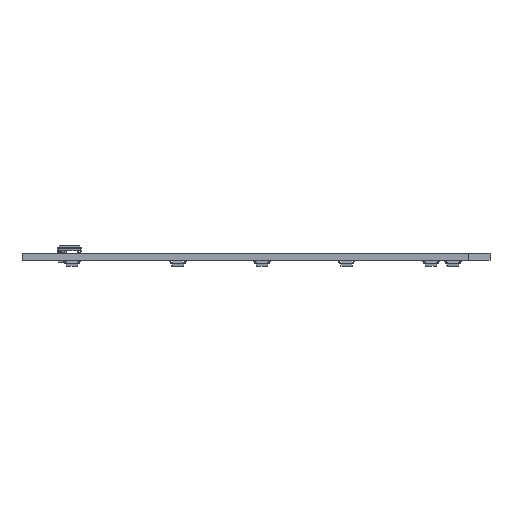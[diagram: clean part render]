
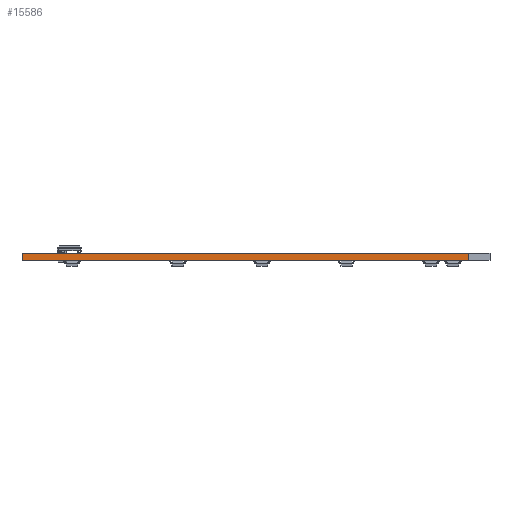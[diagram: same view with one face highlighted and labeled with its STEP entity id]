
A CAD part, left-side view. The second image highlights one B-rep face of the part: STEP entity #15586.
In plain terms, the highlighted planar face has unit normal (-1, 0, 0).
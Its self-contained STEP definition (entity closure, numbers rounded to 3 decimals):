
#5889 = VERTEX_POINT('',#5890);
#5890 = CARTESIAN_POINT('',(28.6,-27.8,0.));
#5896 = EDGE_CURVE('',#5897,#5889,#5899,.T.);
#5897 = VERTEX_POINT('',#5898);
#5898 = CARTESIAN_POINT('',(28.6,-128.6,0.));
#5899 = LINE('',#5900,#5901);
#5900 = CARTESIAN_POINT('',(28.6,-128.6,0.));
#5901 = VECTOR('',#5902,1.);
#5902 = DIRECTION('',(0.,1.,0.));
#10724 = VERTEX_POINT('',#10725);
#10725 = CARTESIAN_POINT('',(28.6,-27.8,1.6));
#10731 = EDGE_CURVE('',#10732,#10724,#10734,.T.);
#10732 = VERTEX_POINT('',#10733);
#10733 = CARTESIAN_POINT('',(28.6,-128.6,1.6));
#10734 = LINE('',#10735,#10736);
#10735 = CARTESIAN_POINT('',(28.6,-128.6,1.6));
#10736 = VECTOR('',#10737,1.);
#10737 = DIRECTION('',(0.,1.,0.));
#15556 = EDGE_CURVE('',#5889,#10724,#15557,.T.);
#15557 = LINE('',#15558,#15559);
#15558 = CARTESIAN_POINT('',(28.6,-27.8,0.));
#15559 = VECTOR('',#15560,1.);
#15560 = DIRECTION('',(0.,0.,1.));
#15586 = ADVANCED_FACE('',(#15587),#15598,.T.);
#15587 = FACE_BOUND('',#15588,.T.);
#15588 = EDGE_LOOP('',(#15589,#15595,#15596,#15597));
#15589 = ORIENTED_EDGE('',*,*,#15590,.T.);
#15590 = EDGE_CURVE('',#5897,#10732,#15591,.T.);
#15591 = LINE('',#15592,#15593);
#15592 = CARTESIAN_POINT('',(28.6,-128.6,0.));
#15593 = VECTOR('',#15594,1.);
#15594 = DIRECTION('',(0.,0.,1.));
#15595 = ORIENTED_EDGE('',*,*,#10731,.T.);
#15596 = ORIENTED_EDGE('',*,*,#15556,.F.);
#15597 = ORIENTED_EDGE('',*,*,#5896,.F.);
#15598 = PLANE('',#15599);
#15599 = AXIS2_PLACEMENT_3D('',#15600,#15601,#15602);
#15600 = CARTESIAN_POINT('',(28.6,-128.6,0.));
#15601 = DIRECTION('',(-1.,0.,0.));
#15602 = DIRECTION('',(0.,1.,0.));
